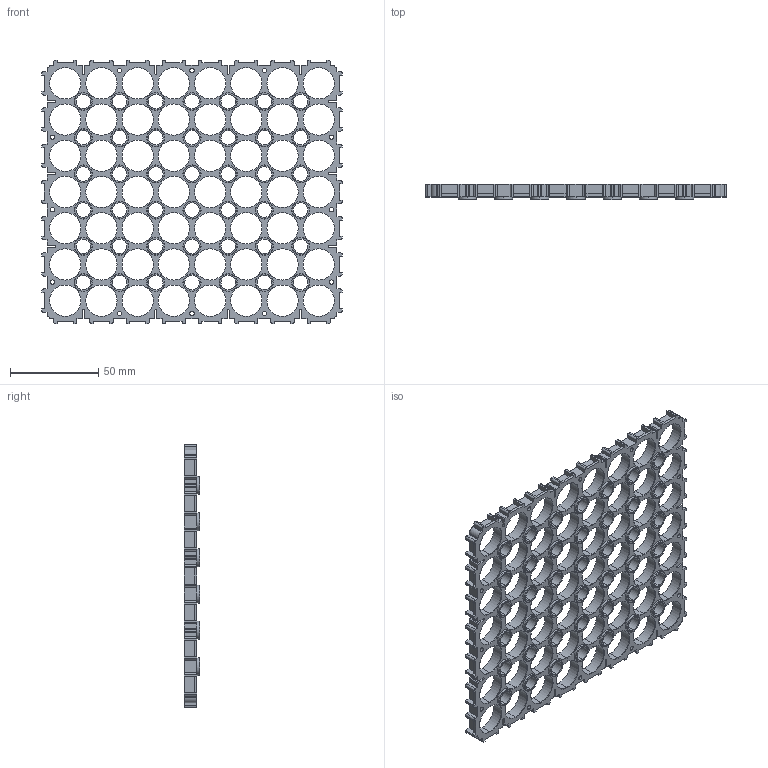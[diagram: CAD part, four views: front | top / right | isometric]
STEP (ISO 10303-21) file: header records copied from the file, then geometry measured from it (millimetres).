
FILE_DESCRIPTION (( 'STEP AP214' ), '1' );
FILE_NAME ('cellMountSingle - 7x8.STEP', '2016-03-07T18:52:38', ( '' ), ( '' ), 'SwSTEP 2.0', 'SolidWorks 2016', '' );
FILE_SCHEMA (( 'AUTOMOTIVE_DESIGN' ));
Length unit declared in the file: millimetre
Products named in the file (1): cellMountSingle - 7x8
Bounding box: 170 x 8.5 x 149.1 mm (x, y, z)
Volume: 45820.2 mm3; surface area: 57355.3 mm2
Topology: 1 solids, 1 shells, 1112 faces, 2896 edges, 1828 vertices
Faces by surface type: cylinder 526, plane 390, torus 196
Entity records: 34722 total; most frequent: DIRECTION 6454, CARTESIAN_POINT 5837, ORIENTED_EDGE 5792, EDGE_CURVE 2896, AXIS2_PLACEMENT_3D 2445, VERTEX_POINT 1828, LINE 1564, VECTOR 1564
